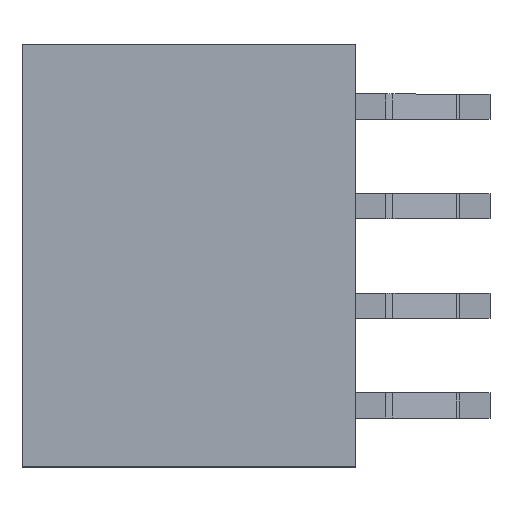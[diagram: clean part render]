
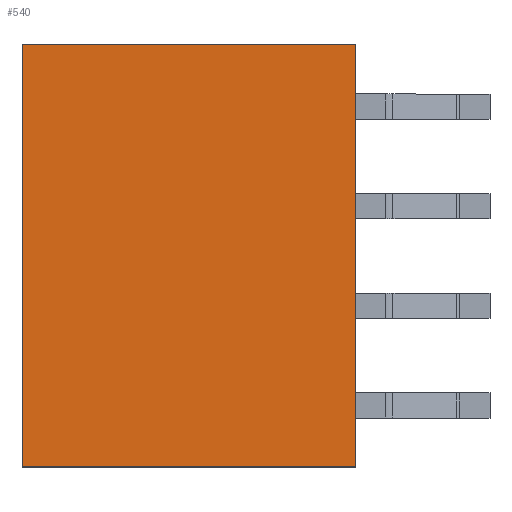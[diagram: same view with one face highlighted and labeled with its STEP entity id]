
A CAD part, top view. The second image highlights one B-rep face of the part: STEP entity #540.
In plain terms, the highlighted planar face has unit normal (0, 0, 1).
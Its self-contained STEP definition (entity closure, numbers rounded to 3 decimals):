
#242=PLANE('',#6170);
#540=ADVANCED_FACE('',(#914),#242,.T.);
#914=FACE_OUTER_BOUND('',#1207,.T.);
#1207=EDGE_LOOP('',(#3747,#3748,#3749,#3750));
#1729=LINE('',#9009,#2393);
#1730=LINE('',#9012,#2394);
#1731=LINE('',#9014,#2395);
#1732=LINE('',#9016,#2396);
#2393=VECTOR('',#7394,1.);
#2394=VECTOR('',#7395,1.);
#2395=VECTOR('',#7396,1.);
#2396=VECTOR('',#7397,1.);
#3747=ORIENTED_EDGE('',*,*,#5401,.F.);
#3748=ORIENTED_EDGE('',*,*,#5402,.T.);
#3749=ORIENTED_EDGE('',*,*,#5403,.T.);
#3750=ORIENTED_EDGE('',*,*,#5404,.T.);
#4683=VERTEX_POINT('',#9010);
#4684=VERTEX_POINT('',#9011);
#4685=VERTEX_POINT('',#9013);
#4686=VERTEX_POINT('',#9015);
#5401=EDGE_CURVE('',#4683,#4684,#1729,.T.);
#5402=EDGE_CURVE('',#4683,#4685,#1730,.T.);
#5403=EDGE_CURVE('',#4685,#4686,#1731,.T.);
#5404=EDGE_CURVE('',#4686,#4684,#1732,.T.);
#6170=AXIS2_PLACEMENT_3D('',#9017,#7398,#7399);
#7394=DIRECTION('',(0.,1.,0.));
#7395=DIRECTION('',(1.,0.,0.));
#7396=DIRECTION('',(0.,1.,0.));
#7397=DIRECTION('',(-1.,0.,0.));
#7398=DIRECTION('',(0.,0.,1.));
#7399=DIRECTION('',(-1.,0.,0.));
#9009=CARTESIAN_POINT('',(0.,-53.59,0.));
#9010=CARTESIAN_POINT('',(0.,-10.46,0.));
#9011=CARTESIAN_POINT('',(0.,0.3,0.));
#9012=CARTESIAN_POINT('',(0.,-10.46,0.));
#9013=CARTESIAN_POINT('',(8.5,-10.46,0.));
#9014=CARTESIAN_POINT('',(8.5,-53.59,0.));
#9015=CARTESIAN_POINT('',(8.5,0.3,0.));
#9016=CARTESIAN_POINT('',(0.,0.3,0.));
#9017=CARTESIAN_POINT('',(8.5,-53.59,0.));
